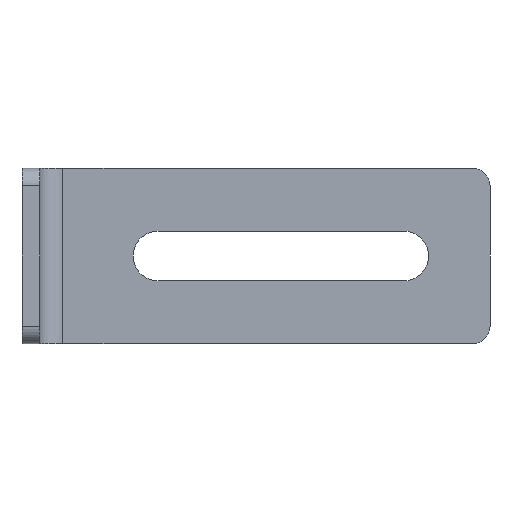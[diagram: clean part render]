
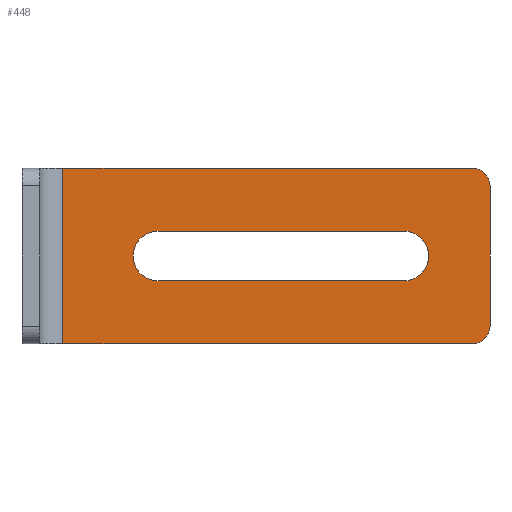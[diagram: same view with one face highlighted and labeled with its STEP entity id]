
A CAD part, left-side view. The second image highlights one B-rep face of the part: STEP entity #448.
In plain terms, the highlighted planar face has unit normal (-1, 0, 0).
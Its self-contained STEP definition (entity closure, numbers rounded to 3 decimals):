
#16=FACE_BOUND('',#70,.T.);
#23=PLANE('',#484);
#42=FACE_OUTER_BOUND('',#69,.T.);
#69=EDGE_LOOP('',(#337,#338,#339,#340,#341,#342));
#70=EDGE_LOOP('',(#343,#344,#345,#346));
#106=LINE('',#704,#150);
#109=LINE('',#710,#153);
#110=LINE('',#712,#154);
#111=LINE('',#714,#155);
#112=LINE('',#720,#156);
#113=LINE('',#723,#157);
#150=VECTOR('',#562,24.);
#153=VECTOR('',#567,70.);
#154=VECTOR('',#568,30.);
#155=VECTOR('',#569,70.);
#156=VECTOR('',#574,42.);
#157=VECTOR('',#577,42.);
#186=CIRCLE('',#482,3.);
#187=CIRCLE('',#485,3.);
#188=CIRCLE('',#486,4.25);
#189=CIRCLE('',#487,4.25);
#216=VERTEX_POINT('',#697);
#217=VERTEX_POINT('',#699);
#218=VERTEX_POINT('',#703);
#220=VERTEX_POINT('',#709);
#221=VERTEX_POINT('',#711);
#222=VERTEX_POINT('',#713);
#223=VERTEX_POINT('',#716);
#224=VERTEX_POINT('',#717);
#225=VERTEX_POINT('',#719);
#226=VERTEX_POINT('',#721);
#260=EDGE_CURVE('',#216,#217,#186,.T.);
#262=EDGE_CURVE('',#218,#217,#106,.T.);
#265=EDGE_CURVE('',#216,#220,#109,.T.);
#266=EDGE_CURVE('',#220,#221,#110,.T.);
#267=EDGE_CURVE('',#222,#221,#111,.T.);
#268=EDGE_CURVE('',#218,#222,#187,.T.);
#269=EDGE_CURVE('',#223,#224,#188,.T.);
#270=EDGE_CURVE('',#224,#225,#112,.T.);
#271=EDGE_CURVE('',#225,#226,#189,.T.);
#272=EDGE_CURVE('',#226,#223,#113,.T.);
#337=ORIENTED_EDGE('',*,*,#260,.F.);
#338=ORIENTED_EDGE('',*,*,#265,.T.);
#339=ORIENTED_EDGE('',*,*,#266,.T.);
#340=ORIENTED_EDGE('',*,*,#267,.F.);
#341=ORIENTED_EDGE('',*,*,#268,.F.);
#342=ORIENTED_EDGE('',*,*,#262,.T.);
#343=ORIENTED_EDGE('',*,*,#269,.T.);
#344=ORIENTED_EDGE('',*,*,#270,.T.);
#345=ORIENTED_EDGE('',*,*,#271,.T.);
#346=ORIENTED_EDGE('',*,*,#272,.T.);
#448=ADVANCED_FACE('',(#42,#16),#23,.F.);
#482=AXIS2_PLACEMENT_3D('',#700,#557,#558);
#484=AXIS2_PLACEMENT_3D('',#708,#565,#566);
#485=AXIS2_PLACEMENT_3D('',#715,#570,#571);
#486=AXIS2_PLACEMENT_3D('',#718,#572,#573);
#487=AXIS2_PLACEMENT_3D('',#722,#575,#576);
#557=DIRECTION('center_axis',(1.,0.,0.));
#558=DIRECTION('ref_axis',(0.,-0.707,0.707));
#562=DIRECTION('',(0.,0.,1.));
#565=DIRECTION('center_axis',(1.,0.,0.));
#566=DIRECTION('ref_axis',(0.,0.,1.));
#567=DIRECTION('',(0.,1.,0.));
#568=DIRECTION('',(0.,0.,-1.));
#569=DIRECTION('',(0.,1.,0.));
#570=DIRECTION('center_axis',(1.,0.,0.));
#571=DIRECTION('ref_axis',(0.,-0.707,-0.707));
#572=DIRECTION('center_axis',(1.,0.,0.));
#573=DIRECTION('ref_axis',(0.,0.,-1.));
#574=DIRECTION('',(0.,1.,0.));
#575=DIRECTION('center_axis',(1.,0.,0.));
#576=DIRECTION('ref_axis',(0.,0.,1.));
#577=DIRECTION('',(0.,-1.,0.));
#697=CARTESIAN_POINT('',(47.,-74.,15.));
#699=CARTESIAN_POINT('',(47.,-77.,12.));
#700=CARTESIAN_POINT('Origin',(47.,-74.,12.));
#703=CARTESIAN_POINT('',(47.,-77.,-12.));
#704=CARTESIAN_POINT('',(47.,-77.,-15.));
#708=CARTESIAN_POINT('Origin',(47.,-36.322,0.));
#709=CARTESIAN_POINT('',(47.,-4.,15.));
#710=CARTESIAN_POINT('',(47.,12.713,15.));
#711=CARTESIAN_POINT('',(47.,-4.,-15.));
#712=CARTESIAN_POINT('',(47.,-4.,0.));
#713=CARTESIAN_POINT('',(47.,-74.,-15.));
#714=CARTESIAN_POINT('',(47.,12.713,-15.));
#715=CARTESIAN_POINT('Origin',(47.,-74.,-12.));
#716=CARTESIAN_POINT('',(47.,-62.25,4.25));
#717=CARTESIAN_POINT('',(47.,-62.25,-4.25));
#718=CARTESIAN_POINT('Origin',(47.,-62.25,0.));
#719=CARTESIAN_POINT('',(47.,-20.25,-4.25));
#720=CARTESIAN_POINT('',(47.,-49.286,-4.25));
#721=CARTESIAN_POINT('',(47.,-20.25,4.25));
#722=CARTESIAN_POINT('Origin',(47.,-20.25,0.));
#723=CARTESIAN_POINT('',(47.,-28.286,4.25));
